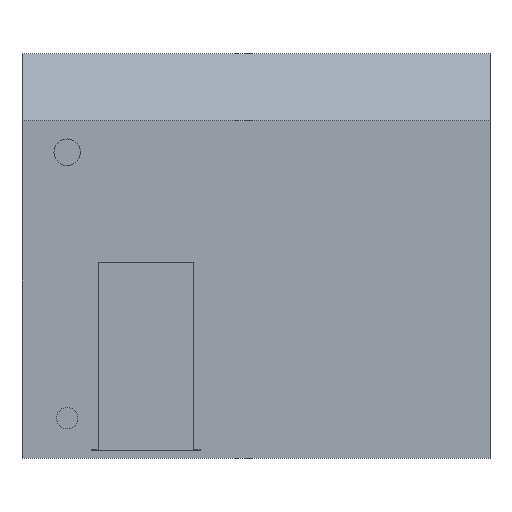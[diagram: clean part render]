
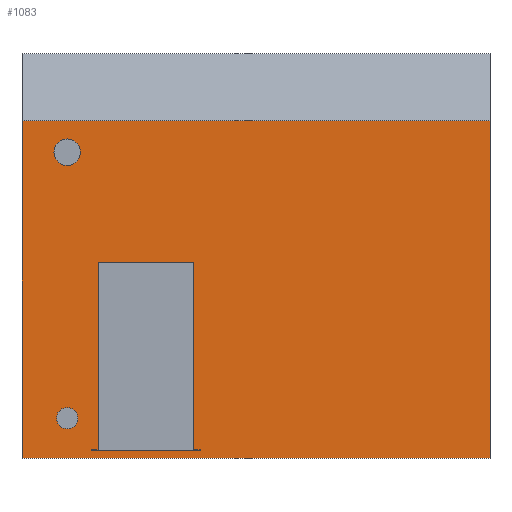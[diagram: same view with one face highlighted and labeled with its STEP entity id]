
A CAD part, front view. The second image highlights one B-rep face of the part: STEP entity #1083.
In plain terms, the highlighted planar face has unit normal (0, -1, 0).
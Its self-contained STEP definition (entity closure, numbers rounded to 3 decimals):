
#19=CIRCLE('',#1160,25.);
#20=CIRCLE('',#1161,25.);
#23=CIRCLE('',#1166,20.);
#24=CIRCLE('',#1167,20.);
#34=FACE_BOUND('',#135,.T.);
#35=FACE_BOUND('',#136,.T.);
#69=FACE_OUTER_BOUND('',#134,.T.);
#134=EDGE_LOOP('',(#845,#846,#847,#848));
#135=EDGE_LOOP('',(#849,#850));
#136=EDGE_LOOP('',(#851,#852));
#233=LINE('',#1647,#373);
#243=LINE('',#1667,#383);
#245=LINE('',#1671,#385);
#246=LINE('',#1672,#386);
#373=VECTOR('',#1346,10.);
#383=VECTOR('',#1364,10.);
#385=VECTOR('',#1368,10.);
#386=VECTOR('',#1369,10.);
#481=VERTEX_POINT('',#1595);
#482=VERTEX_POINT('',#1597);
#485=VERTEX_POINT('',#1606);
#486=VERTEX_POINT('',#1608);
#501=VERTEX_POINT('',#1644);
#502=VERTEX_POINT('',#1646);
#508=VERTEX_POINT('',#1666);
#509=VERTEX_POINT('',#1670);
#598=EDGE_CURVE('',#482,#481,#19,.T.);
#599=EDGE_CURVE('',#481,#482,#20,.T.);
#603=EDGE_CURVE('',#486,#485,#23,.T.);
#604=EDGE_CURVE('',#485,#486,#24,.T.);
#621=EDGE_CURVE('',#501,#502,#233,.T.);
#631=EDGE_CURVE('',#508,#501,#243,.T.);
#633=EDGE_CURVE('',#509,#502,#245,.T.);
#634=EDGE_CURVE('',#508,#509,#246,.T.);
#845=ORIENTED_EDGE('',*,*,#633,.T.);
#846=ORIENTED_EDGE('',*,*,#621,.F.);
#847=ORIENTED_EDGE('',*,*,#631,.F.);
#848=ORIENTED_EDGE('',*,*,#634,.T.);
#849=ORIENTED_EDGE('',*,*,#598,.T.);
#850=ORIENTED_EDGE('',*,*,#599,.T.);
#851=ORIENTED_EDGE('',*,*,#603,.T.);
#852=ORIENTED_EDGE('',*,*,#604,.T.);
#1021=PLANE('',#1176);
#1083=ADVANCED_FACE('',(#69,#34,#35),#1021,.T.);
#1160=AXIS2_PLACEMENT_3D('',#1598,#1305,#1306);
#1161=AXIS2_PLACEMENT_3D('',#1599,#1307,#1308);
#1166=AXIS2_PLACEMENT_3D('',#1609,#1318,#1319);
#1167=AXIS2_PLACEMENT_3D('',#1610,#1320,#1321);
#1176=AXIS2_PLACEMENT_3D('',#1669,#1366,#1367);
#1305=DIRECTION('center_axis',(0.,1.,0.));
#1306=DIRECTION('ref_axis',(1.,0.,0.));
#1307=DIRECTION('center_axis',(0.,1.,0.));
#1308=DIRECTION('ref_axis',(1.,0.,0.));
#1318=DIRECTION('center_axis',(0.,1.,0.));
#1319=DIRECTION('ref_axis',(1.,0.,0.));
#1320=DIRECTION('center_axis',(0.,1.,0.));
#1321=DIRECTION('ref_axis',(1.,0.,0.));
#1346=DIRECTION('',(0.,0.,-1.));
#1364=DIRECTION('',(1.,0.,0.));
#1366=DIRECTION('center_axis',(0.,-1.,0.));
#1367=DIRECTION('ref_axis',(0.,0.,-1.));
#1368=DIRECTION('',(1.,0.,0.));
#1369=DIRECTION('',(0.,0.,-1.));
#1595=CARTESIAN_POINT('',(60.,0.,195.));
#1597=CARTESIAN_POINT('',(110.,0.,195.));
#1598=CARTESIAN_POINT('Origin',(85.,0.,195.));
#1599=CARTESIAN_POINT('Origin',(85.,0.,195.));
#1606=CARTESIAN_POINT('',(65.,0.,-305.));
#1608=CARTESIAN_POINT('',(105.,0.,-305.));
#1609=CARTESIAN_POINT('Origin',(85.,0.,-305.));
#1610=CARTESIAN_POINT('Origin',(85.,0.,-305.));
#1644=CARTESIAN_POINT('',(880.,0.,254.));
#1646=CARTESIAN_POINT('',(880.,0.,-380.));
#1647=CARTESIAN_POINT('',(880.,0.,254.));
#1666=CARTESIAN_POINT('',(0.,0.,254.));
#1667=CARTESIAN_POINT('',(0.,0.,254.));
#1669=CARTESIAN_POINT('Origin',(0.,0.,254.));
#1670=CARTESIAN_POINT('',(0.,0.,-380.));
#1671=CARTESIAN_POINT('',(0.,0.,-380.));
#1672=CARTESIAN_POINT('',(0.,0.,254.));
